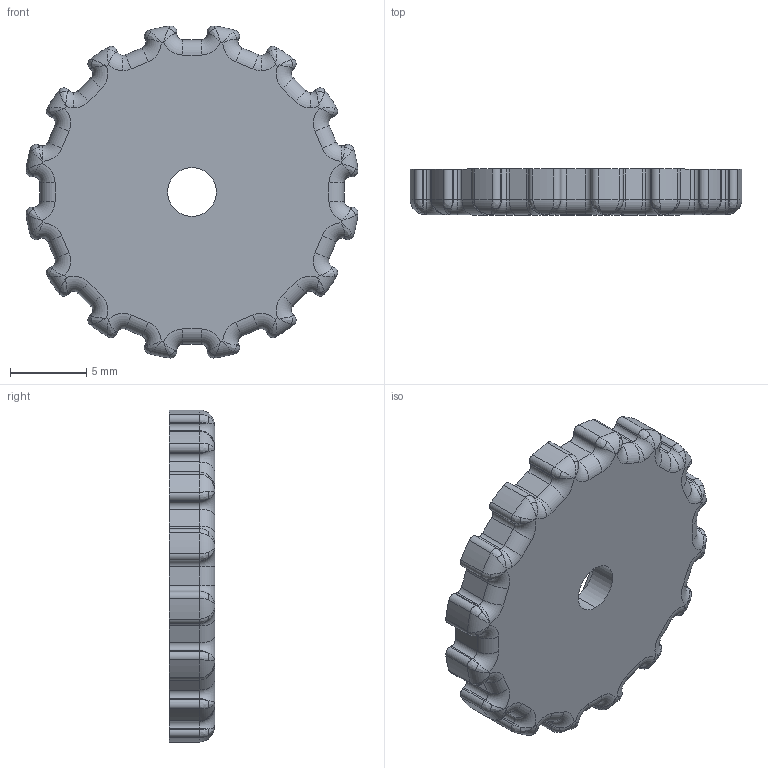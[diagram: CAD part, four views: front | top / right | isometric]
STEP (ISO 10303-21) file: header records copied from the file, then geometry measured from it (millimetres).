
FILE_DESCRIPTION (( 'STEP AP214' ), '1' );
FILE_NAME ('Schlieren_half_reel.STEP', '2023-06-01T10:53:22', ( '' ), ( '' ), 'SwSTEP 2.0', 'SolidWorks 2022', '' );
FILE_SCHEMA (( 'AUTOMOTIVE_DESIGN' ));
Length unit declared in the file: millimetre
Products named in the file (1): Schlieren_half_reel
Bounding box: 21.81 x 3 x 21.81 mm (x, y, z)
Volume: 976.8 mm3; surface area: 944.7 mm2
Topology: 1 solids, 1 shells, 319 faces, 782 edges, 434 vertices
Faces by surface type: cylinder 144, bspline 64, plane 57, torus 54
Entity records: 10410 total; most frequent: CARTESIAN_POINT 3366, ORIENTED_EDGE 1500, DIRECTION 1478, EDGE_CURVE 750, AXIS2_PLACEMENT_3D 602, VERTEX_POINT 434, CIRCLE 346, EDGE_LOOP 322
